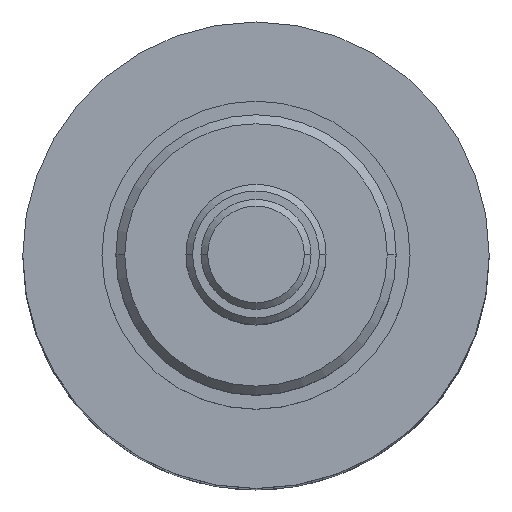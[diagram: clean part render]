
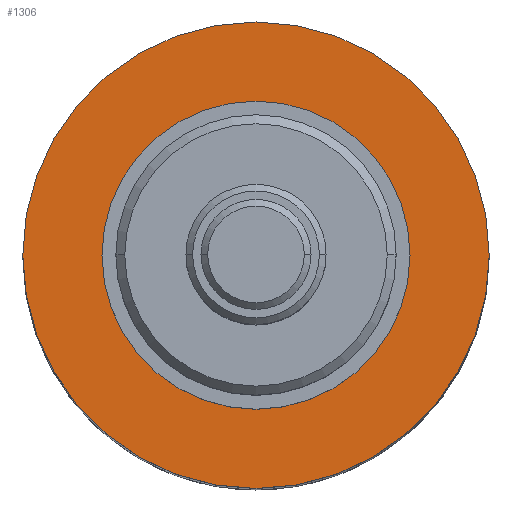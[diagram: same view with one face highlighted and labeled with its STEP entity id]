
A CAD part, top view. The second image highlights one B-rep face of the part: STEP entity #1306.
In plain terms, the highlighted planar face has unit normal (0, 0, 1).
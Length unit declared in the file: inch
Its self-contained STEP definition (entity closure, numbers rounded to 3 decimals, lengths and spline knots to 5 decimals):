
#43 = DIRECTION ( 'NONE',  ( 1., 0., 0. ) ) ;
#133 = FACE_OUTER_BOUND ( 'NONE', #1732, .T. ) ;
#139 = CIRCLE ( 'NONE', #735, 0.68675 ) ;
#186 = ORIENTED_EDGE ( 'NONE', *, *, #490, .F. ) ;
#307 = ORIENTED_EDGE ( 'NONE', *, *, #1842, .T. ) ;
#319 = CARTESIAN_POINT ( 'NONE',  ( 0., 0., 0.92 ) ) ;
#354 = AXIS2_PLACEMENT_3D ( 'NONE', #1918, #915, #2087 ) ;
#401 = CIRCLE ( 'NONE', #354, 1.04 ) ;
#475 = CARTESIAN_POINT ( 'NONE',  ( 0.68675, 0., 0.92 ) ) ;
#490 = EDGE_CURVE ( 'NONE', #1855, #1689, #139, .T. ) ;
#507 = DIRECTION ( 'NONE',  ( 0., 0., 1. ) ) ;
#534 = FACE_BOUND ( 'NONE', #1838, .T. ) ;
#546 = VERTEX_POINT ( 'NONE', #1205 ) ;
#607 = DIRECTION ( 'NONE',  ( 0., 0., 1. ) ) ;
#735 = AXIS2_PLACEMENT_3D ( 'NONE', #1528, #507, #1692 ) ;
#855 = EDGE_CURVE ( 'NONE', #1689, #1855, #1924, .T. ) ;
#915 = DIRECTION ( 'NONE',  ( 0., 0., 1. ) ) ;
#983 = EDGE_CURVE ( 'NONE', #1730, #546, #1571, .T. ) ;
#1066 = DIRECTION ( 'NONE',  ( 0., 0., 1. ) ) ;
#1179 = AXIS2_PLACEMENT_3D ( 'NONE', #319, #2171, #1521 ) ;
#1195 = ORIENTED_EDGE ( 'NONE', *, *, #855, .F. ) ;
#1205 = CARTESIAN_POINT ( 'NONE',  ( -1.04, 0., 0.92 ) ) ;
#1306 = ADVANCED_FACE ( 'NONE', ( #133, #534 ), #1352, .T. ) ;
#1352 = PLANE ( 'NONE',  #1179 ) ;
#1506 = AXIS2_PLACEMENT_3D ( 'NONE', #2063, #1066, #43 ) ;
#1510 = CARTESIAN_POINT ( 'NONE',  ( 1.04, 0., 0.92 ) ) ;
#1521 = DIRECTION ( 'NONE',  ( 1., 0., 0. ) ) ;
#1528 = CARTESIAN_POINT ( 'NONE',  ( 0., 0., 0.92 ) ) ;
#1571 = CIRCLE ( 'NONE', #1919, 1.04 ) ;
#1617 = CARTESIAN_POINT ( 'NONE',  ( 0., 0., 0.92 ) ) ;
#1689 = VERTEX_POINT ( 'NONE', #475 ) ;
#1692 = DIRECTION ( 'NONE',  ( 1., 0., 0. ) ) ;
#1730 = VERTEX_POINT ( 'NONE', #1510 ) ;
#1732 = EDGE_LOOP ( 'NONE', ( #307, #1903 ) ) ;
#1753 = CARTESIAN_POINT ( 'NONE',  ( -0.68675, 0., 0.92 ) ) ;
#1784 = DIRECTION ( 'NONE',  ( 1., 0., 0. ) ) ;
#1838 = EDGE_LOOP ( 'NONE', ( #186, #1195 ) ) ;
#1842 = EDGE_CURVE ( 'NONE', #546, #1730, #401, .T. ) ;
#1855 = VERTEX_POINT ( 'NONE', #1753 ) ;
#1903 = ORIENTED_EDGE ( 'NONE', *, *, #983, .T. ) ;
#1918 = CARTESIAN_POINT ( 'NONE',  ( 0., 0., 0.92 ) ) ;
#1919 = AXIS2_PLACEMENT_3D ( 'NONE', #1617, #607, #1784 ) ;
#1924 = CIRCLE ( 'NONE', #1506, 0.68675 ) ;
#2063 = CARTESIAN_POINT ( 'NONE',  ( 0., 0., 0.92 ) ) ;
#2087 = DIRECTION ( 'NONE',  ( 1., 0., 0. ) ) ;
#2171 = DIRECTION ( 'NONE',  ( 0., 0., 1. ) ) ;
